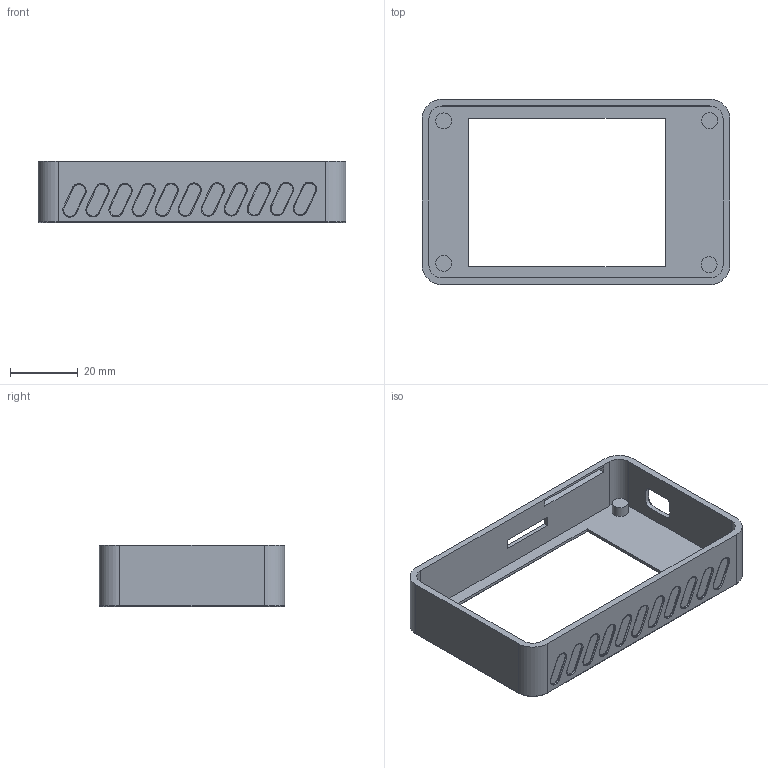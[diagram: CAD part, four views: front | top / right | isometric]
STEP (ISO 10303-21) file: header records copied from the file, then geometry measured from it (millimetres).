
FILE_DESCRIPTION(('HOOPS Exchange Step'),'2;1');
FILE_NAME('v101DESP32plasticity.stp','2023-09-19T03:44:25-05:00',('creator'),('Unknown organisation'),'HOOPS Exchange 2023.1','HOOPS Exchange','Unknown authorisation');
FILE_SCHEMA( ('AP203_CONFIGURATION_CONTROLLED_3D_DESIGN_OF_MECHANICAL_PARTS_AND_ASSEMBLIES_MIM_LF') );
Length unit declared in the file: millimetre
Products named in the file (1): v99ESPTouch
Bounding box: 90.6 x 54.6 x 17.95 mm (x, y, z)
Volume: 13134.6 mm3; surface area: 14583.6 mm2
Topology: 1 solids, 1 shells, 411 faces, 982 edges, 599 vertices
Faces by surface type: cylinder 143, plane 134, bspline 90, torus 44
Full cylindrical faces by diameter (mm): 4.7 x4
Entity records: 16639 total; most frequent: CARTESIAN_POINT 7539, ORIENTED_EDGE 1964, DIRECTION 1745, EDGE_CURVE 982, AXIS2_PLACEMENT_3D 646, VERTEX_POINT 599, VECTOR 453, LINE 453
